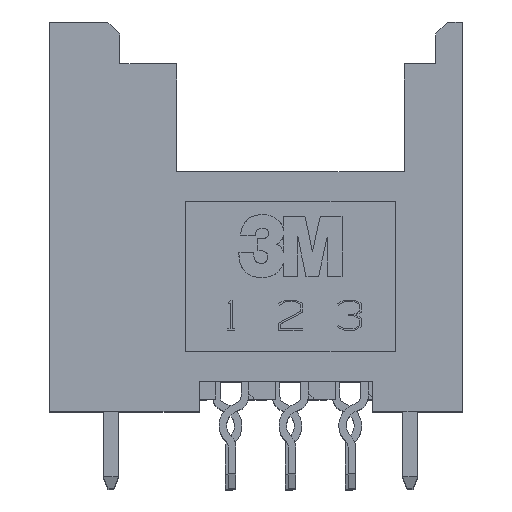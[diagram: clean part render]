
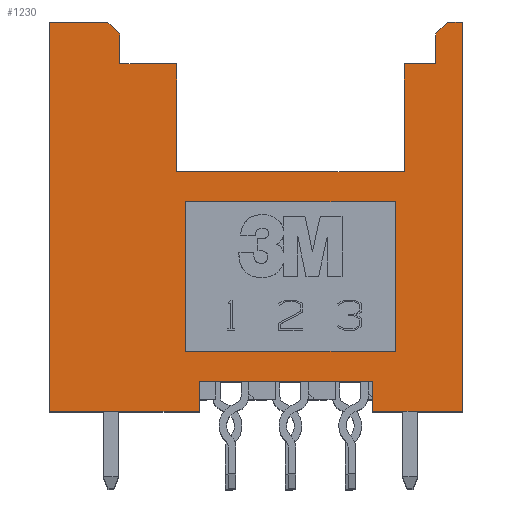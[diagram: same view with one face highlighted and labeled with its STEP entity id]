
A CAD part, top view. The second image highlights one B-rep face of the part: STEP entity #1230.
In plain terms, the highlighted planar face has unit normal (0, 0, 1).
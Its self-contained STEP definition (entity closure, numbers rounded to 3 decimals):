
#1230=ADVANCED_FACE('',(#2867,#2868),#2088,.T.);
#2088=PLANE('',#16491);
#2867=FACE_BOUND('',#2964,.T.);
#2868=FACE_BOUND('',#2965,.T.);
#2964=EDGE_LOOP('',(#4284,#4285,#4286,#4287));
#2965=EDGE_LOOP('',(#4288,#4289,#4290,#4291,#4292,#4293,#4294,#4295,#4296,
#4297,#4298,#4299,#4300,#4301,#4302,#4303,#4304,#4305));
#4284=ORIENTED_EDGE('',*,*,#10333,.T.);
#4285=ORIENTED_EDGE('',*,*,#10334,.T.);
#4286=ORIENTED_EDGE('',*,*,#10335,.T.);
#4287=ORIENTED_EDGE('',*,*,#10336,.T.);
#4288=ORIENTED_EDGE('',*,*,#10337,.T.);
#4289=ORIENTED_EDGE('',*,*,#10338,.T.);
#4290=ORIENTED_EDGE('',*,*,#10308,.T.);
#4291=ORIENTED_EDGE('',*,*,#10339,.F.);
#4292=ORIENTED_EDGE('',*,*,#10340,.T.);
#4293=ORIENTED_EDGE('',*,*,#10341,.T.);
#4294=ORIENTED_EDGE('',*,*,#9955,.T.);
#4295=ORIENTED_EDGE('',*,*,#10342,.F.);
#4296=ORIENTED_EDGE('',*,*,#10343,.T.);
#4297=ORIENTED_EDGE('',*,*,#10330,.T.);
#4298=ORIENTED_EDGE('',*,*,#10283,.T.);
#4299=ORIENTED_EDGE('',*,*,#10344,.T.);
#4300=ORIENTED_EDGE('',*,*,#10345,.F.);
#4301=ORIENTED_EDGE('',*,*,#10280,.F.);
#4302=ORIENTED_EDGE('',*,*,#10346,.F.);
#4303=ORIENTED_EDGE('',*,*,#10347,.F.);
#4304=ORIENTED_EDGE('',*,*,#10348,.T.);
#4305=ORIENTED_EDGE('',*,*,#10349,.F.);
#8463=VERTEX_POINT('',#21727);
#8464=VERTEX_POINT('',#21729);
#8765=VERTEX_POINT('',#22457);
#8768=VERTEX_POINT('',#22462);
#8771=VERTEX_POINT('',#22469);
#8772=VERTEX_POINT('',#22471);
#8796=VERTEX_POINT('',#22521);
#8797=VERTEX_POINT('',#22523);
#8812=VERTEX_POINT('',#22561);
#8814=VERTEX_POINT('',#22567);
#8815=VERTEX_POINT('',#22568);
#8816=VERTEX_POINT('',#22570);
#8817=VERTEX_POINT('',#22572);
#8818=VERTEX_POINT('',#22575);
#8819=VERTEX_POINT('',#22576);
#8820=VERTEX_POINT('',#22579);
#8821=VERTEX_POINT('',#22581);
#8822=VERTEX_POINT('',#22584);
#8823=VERTEX_POINT('',#22587);
#8824=VERTEX_POINT('',#22590);
#8825=VERTEX_POINT('',#22592);
#8826=VERTEX_POINT('',#22594);
#9955=EDGE_CURVE('',#8464,#8463,#12247,.T.);
#10280=EDGE_CURVE('',#8768,#8765,#12568,.T.);
#10283=EDGE_CURVE('',#8772,#8771,#12571,.T.);
#10308=EDGE_CURVE('',#8797,#8796,#12596,.T.);
#10330=EDGE_CURVE('',#8812,#8772,#12618,.T.);
#10333=EDGE_CURVE('',#8814,#8815,#12621,.T.);
#10334=EDGE_CURVE('',#8815,#8816,#12622,.T.);
#10335=EDGE_CURVE('',#8816,#8817,#12623,.T.);
#10336=EDGE_CURVE('',#8817,#8814,#12624,.T.);
#10337=EDGE_CURVE('',#8818,#8819,#12625,.T.);
#10338=EDGE_CURVE('',#8819,#8797,#12626,.T.);
#10339=EDGE_CURVE('',#8820,#8796,#12627,.T.);
#10340=EDGE_CURVE('',#8820,#8821,#12628,.T.);
#10341=EDGE_CURVE('',#8821,#8464,#12629,.T.);
#10342=EDGE_CURVE('',#8822,#8463,#12630,.T.);
#10343=EDGE_CURVE('',#8822,#8812,#12631,.T.);
#10344=EDGE_CURVE('',#8771,#8823,#12632,.T.);
#10345=EDGE_CURVE('',#8765,#8823,#12633,.T.);
#10346=EDGE_CURVE('',#8824,#8768,#12634,.T.);
#10347=EDGE_CURVE('',#8825,#8824,#12635,.T.);
#10348=EDGE_CURVE('',#8825,#8826,#12636,.T.);
#10349=EDGE_CURVE('',#8818,#8826,#12637,.T.);
#12247=LINE('',#21728,#14383);
#12568=LINE('',#22463,#14704);
#12571=LINE('',#22470,#14707);
#12596=LINE('',#22522,#14732);
#12618=LINE('',#22560,#14754);
#12621=LINE('',#22566,#14757);
#12622=LINE('',#22569,#14758);
#12623=LINE('',#22571,#14759);
#12624=LINE('',#22573,#14760);
#12625=LINE('',#22574,#14761);
#12626=LINE('',#22577,#14762);
#12627=LINE('',#22578,#14763);
#12628=LINE('',#22580,#14764);
#12629=LINE('',#22582,#14765);
#12630=LINE('',#22583,#14766);
#12631=LINE('',#22585,#14767);
#12632=LINE('',#22586,#14768);
#12633=LINE('',#22588,#14769);
#12634=LINE('',#22589,#14770);
#12635=LINE('',#22591,#14771);
#12636=LINE('',#22593,#14772);
#12637=LINE('',#22595,#14773);
#14383=VECTOR('',#17524,1.);
#14704=VECTOR('',#17901,1.);
#14707=VECTOR('',#17906,1.);
#14732=VECTOR('',#17935,1.);
#14754=VECTOR('',#17959,1.);
#14757=VECTOR('',#17964,1.);
#14758=VECTOR('',#17965,1.);
#14759=VECTOR('',#17966,1.);
#14760=VECTOR('',#17967,1.);
#14761=VECTOR('',#17968,1.);
#14762=VECTOR('',#17969,1.);
#14763=VECTOR('',#17970,1.);
#14764=VECTOR('',#17971,1.);
#14765=VECTOR('',#17972,1.);
#14766=VECTOR('',#17973,1.);
#14767=VECTOR('',#17974,1.);
#14768=VECTOR('',#17975,1.);
#14769=VECTOR('',#17976,1.);
#14770=VECTOR('',#17977,1.);
#14771=VECTOR('',#17978,1.);
#14772=VECTOR('',#17979,1.);
#14773=VECTOR('',#17980,1.);
#16491=AXIS2_PLACEMENT_3D('',#22596,#17981,#17982);
#17524=DIRECTION('',(1.,0.,0.));
#17901=DIRECTION('',(1.,0.,0.));
#17906=DIRECTION('',(-1.,0.,0.));
#17935=DIRECTION('',(-1.,0.,0.));
#17959=DIRECTION('',(0.,1.,0.));
#17964=DIRECTION('',(0.,-1.,0.));
#17965=DIRECTION('',(-1.,0.,0.));
#17966=DIRECTION('',(0.,1.,0.));
#17967=DIRECTION('',(1.,0.,0.));
#17968=DIRECTION('',(0.,1.,0.));
#17969=DIRECTION('',(-0.707,0.707,0.));
#17970=DIRECTION('',(0.,1.,0.));
#17971=DIRECTION('',(1.,0.,0.));
#17972=DIRECTION('',(0.,1.,0.));
#17973=DIRECTION('',(0.,1.,0.));
#17974=DIRECTION('',(1.,0.,0.));
#17975=DIRECTION('',(-0.707,-0.707,0.));
#17976=DIRECTION('',(0.,1.,0.));
#17977=DIRECTION('',(0.,1.,0.));
#17978=DIRECTION('',(1.,0.,0.));
#17979=DIRECTION('',(0.,1.,0.));
#17980=DIRECTION('',(1.,0.,0.));
#17981=DIRECTION('',(0.,0.,1.));
#17982=DIRECTION('',(0.,1.,0.));
#21727=CARTESIAN_POINT('',(10.8,0.,6.4));
#21728=CARTESIAN_POINT('',(6.9,0.,6.4));
#21729=CARTESIAN_POINT('',(5.,0.,6.4));
#22457=CARTESIAN_POINT('',(12.9,10.6,6.4));
#22462=CARTESIAN_POINT('',(11.85,10.6,6.4));
#22463=CARTESIAN_POINT('',(7.625,10.6,6.4));
#22469=CARTESIAN_POINT('',(13.3,12.,6.4));
#22470=CARTESIAN_POINT('',(6.9,12.,6.4));
#22471=CARTESIAN_POINT('',(13.8,12.,6.4));
#22521=CARTESIAN_POINT('',(0.,12.,6.4));
#22522=CARTESIAN_POINT('',(6.9,12.,6.4));
#22523=CARTESIAN_POINT('',(1.95,12.,6.4));
#22560=CARTESIAN_POINT('',(13.8,0.,6.4));
#22561=CARTESIAN_POINT('',(13.8,-1.,6.4));
#22566=CARTESIAN_POINT('',(11.55,3.5,6.4));
#22567=CARTESIAN_POINT('',(11.55,6.,6.4));
#22568=CARTESIAN_POINT('',(11.55,1.,6.4));
#22569=CARTESIAN_POINT('',(8.05,1.,6.4));
#22570=CARTESIAN_POINT('',(4.55,1.,6.4));
#22571=CARTESIAN_POINT('',(4.55,3.5,6.4));
#22572=CARTESIAN_POINT('',(4.55,6.,6.4));
#22573=CARTESIAN_POINT('',(8.05,6.,6.4));
#22574=CARTESIAN_POINT('',(2.35,10.6,6.4));
#22575=CARTESIAN_POINT('',(2.35,10.6,6.4));
#22576=CARTESIAN_POINT('',(2.35,11.6,6.4));
#22577=CARTESIAN_POINT('',(10.425,3.525,6.4));
#22578=CARTESIAN_POINT('',(0.,0.,6.4));
#22579=CARTESIAN_POINT('',(0.,-1.,6.4));
#22580=CARTESIAN_POINT('',(2.5,-1.,6.4));
#22581=CARTESIAN_POINT('',(5.,-1.,6.4));
#22582=CARTESIAN_POINT('',(5.,-1.,6.4));
#22583=CARTESIAN_POINT('',(10.8,-1.,6.4));
#22584=CARTESIAN_POINT('',(10.8,-1.,6.4));
#22585=CARTESIAN_POINT('',(12.3,-1.,6.4));
#22586=CARTESIAN_POINT('',(4.1,2.8,6.4));
#22587=CARTESIAN_POINT('',(12.9,11.6,6.4));
#22588=CARTESIAN_POINT('',(12.9,10.6,6.4));
#22589=CARTESIAN_POINT('',(11.85,7.,6.4));
#22590=CARTESIAN_POINT('',(11.85,7.,6.4));
#22591=CARTESIAN_POINT('',(8.05,7.,6.4));
#22592=CARTESIAN_POINT('',(4.25,7.,6.4));
#22593=CARTESIAN_POINT('',(4.25,7.,6.4));
#22594=CARTESIAN_POINT('',(4.25,10.6,6.4));
#22595=CARTESIAN_POINT('',(7.625,10.6,6.4));
#22596=CARTESIAN_POINT('',(6.9,0.,6.4));
